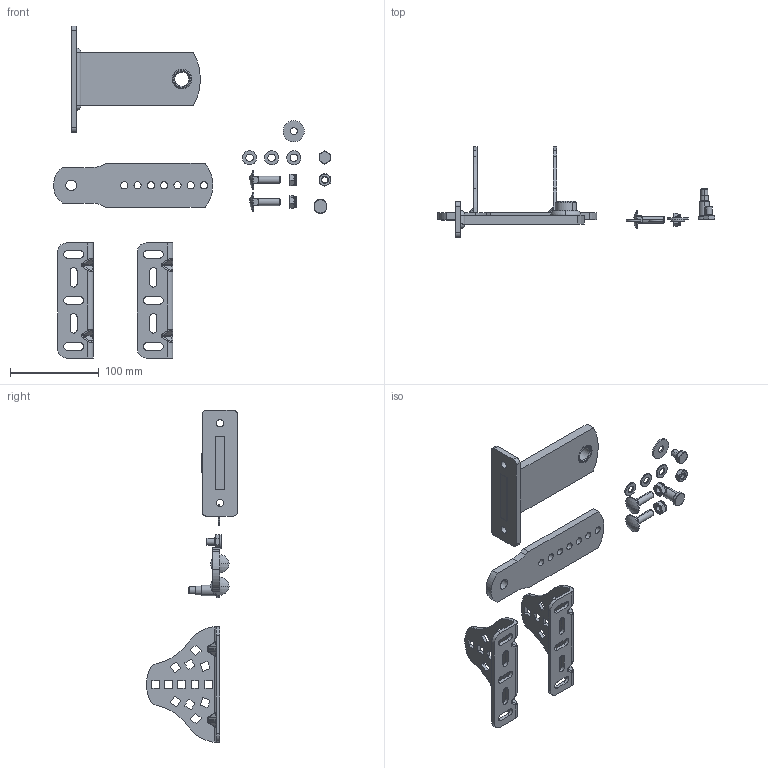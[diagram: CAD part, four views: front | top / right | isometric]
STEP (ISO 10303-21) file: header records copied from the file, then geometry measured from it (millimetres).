
FILE_DESCRIPTION (( 'STEP AP214' ), '1' );
FILE_NAME ('KT205-R.STEP', '2024-10-02T14:05:43', ( '' ), ( '' ), 'SwSTEP 2.0', 'SolidWorks 2021', '' );
FILE_SCHEMA (( 'AUTOMOTIVE_DESIGN' ));
Length unit declared in the file: millimetre
Products named in the file (17): Saldatura^605010104020; 606010104510; 607010100020; KT205-R; 606010104750; 609010100710; 607010100130; 851010100020; 851010700040; 851010101070; 605010104030; 851010700010; 606010104490; 851010500040; 605010104020; 606010107570; 851010500090_default
Assembly tree (21 placements, depth 4):
  KT205-R
    605010104030
      605010104020
        606010107570
        607010100130
        606010104490
        Saldatura^605010104020
    606010104750
    606010104510  x2
    609010100710
      851010101070  x2
      851010500090_default  x2
      851010700040  x3
      607010100020
      851010500040
      851010100020
      851010700010
Bounding box: 312.92 x 102.94 x 375 mm (x, y, z)
Volume: 268949.4 mm3; surface area: 117729.7 mm2
Topology: 19 solids, 19 shells, 756 faces, 1939 edges, 1225 vertices
Faces by surface type: cylinder 345, plane 259, cone 76, bspline 42, torus 26, sphere 8
Entity records: 17785 total; most frequent: CARTESIAN_POINT 5103, DIRECTION 2426, ORIENTED_EDGE 2370, EDGE_CURVE 1185, AXIS2_PLACEMENT_3D 929, VERTEX_POINT 746, LINE 568, VECTOR 568
